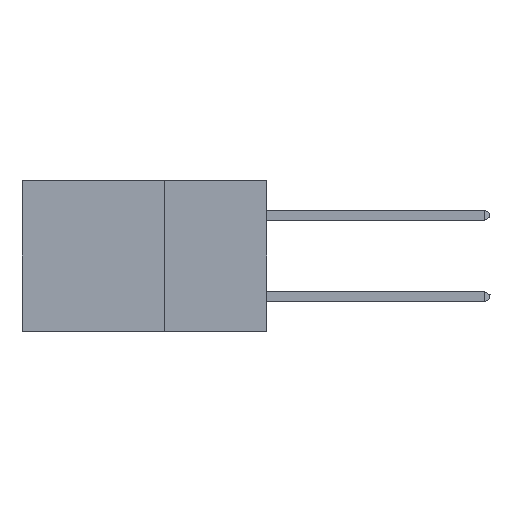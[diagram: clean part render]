
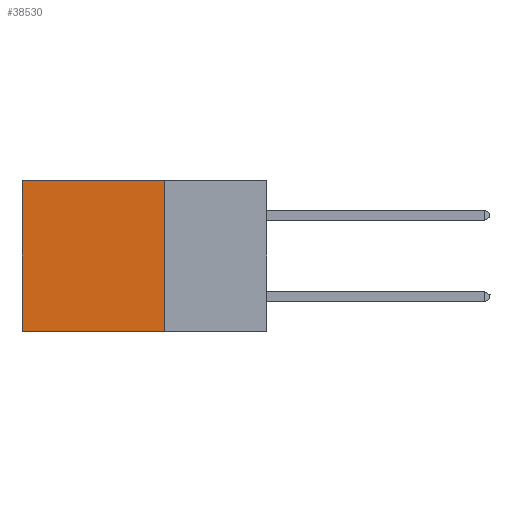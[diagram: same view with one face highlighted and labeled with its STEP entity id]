
A CAD part, left-side view. The second image highlights one B-rep face of the part: STEP entity #38530.
In plain terms, the highlighted planar face has unit normal (-1, 0, 0).
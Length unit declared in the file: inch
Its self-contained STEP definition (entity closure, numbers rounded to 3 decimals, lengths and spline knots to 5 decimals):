
#286 = EDGE_CURVE ( 'NONE', #6656, #39672, #18301, .T. ) ;
#1232 = DIRECTION ( 'NONE',  ( 0., 1., 0. ) ) ;
#1234 = VECTOR ( 'NONE', #27740, 39.37008 ) ;
#6256 = LINE ( 'NONE', #16232, #12442 ) ;
#6656 = VERTEX_POINT ( 'NONE', #31414 ) ;
#7428 = DIRECTION ( 'NONE',  ( 0., 0., -1. ) ) ;
#8209 = LINE ( 'NONE', #20852, #1234 ) ;
#12442 = VECTOR ( 'NONE', #40798, 39.37008 ) ;
#13677 = EDGE_LOOP ( 'NONE', ( #37785, #14829, #17011, #25527 ) ) ;
#14360 = CARTESIAN_POINT ( 'NONE',  ( 0.2875, 0.25, -0.37 ) ) ;
#14829 = ORIENTED_EDGE ( 'NONE', *, *, #19595, .F. ) ;
#15609 = DIRECTION ( 'NONE',  ( 0., 0., -1. ) ) ;
#15818 = DIRECTION ( 'NONE',  ( 1., 0., 0. ) ) ;
#16232 = CARTESIAN_POINT ( 'NONE',  ( 0.2875, 0.25, -0.37 ) ) ;
#17011 = ORIENTED_EDGE ( 'NONE', *, *, #39704, .F. ) ;
#17628 = CARTESIAN_POINT ( 'NONE',  ( 0.2875, 0.25, 0. ) ) ;
#18301 = LINE ( 'NONE', #31837, #43309 ) ;
#19595 = EDGE_CURVE ( 'NONE', #22575, #36597, #6256, .T. ) ;
#20852 = CARTESIAN_POINT ( 'NONE',  ( 0.2875, 0.6, 0. ) ) ;
#22575 = VERTEX_POINT ( 'NONE', #14360 ) ;
#23840 = CARTESIAN_POINT ( 'NONE',  ( 0.2875, 0.6, 0. ) ) ;
#25375 = CARTESIAN_POINT ( 'NONE',  ( 0.2875, 0.25, 0. ) ) ;
#25527 = ORIENTED_EDGE ( 'NONE', *, *, #286, .T. ) ;
#27740 = DIRECTION ( 'NONE',  ( 0., 0., -1. ) ) ;
#30447 = AXIS2_PLACEMENT_3D ( 'NONE', #25375, #15818, #15609 ) ;
#31414 = CARTESIAN_POINT ( 'NONE',  ( 0.2875, 0.25, 0. ) ) ;
#31837 = CARTESIAN_POINT ( 'NONE',  ( 0.2875, 0.25, 0. ) ) ;
#32479 = PLANE ( 'NONE',  #30447 ) ;
#33585 = EDGE_CURVE ( 'NONE', #39672, #36597, #8209, .T. ) ;
#36597 = VERTEX_POINT ( 'NONE', #36868 ) ;
#36868 = CARTESIAN_POINT ( 'NONE',  ( 0.2875, 0.6, -0.37 ) ) ;
#37598 = LINE ( 'NONE', #17628, #39756 ) ;
#37785 = ORIENTED_EDGE ( 'NONE', *, *, #33585, .T. ) ;
#38530 = ADVANCED_FACE ( 'NONE', ( #42236 ), #32479, .F. ) ;
#39672 = VERTEX_POINT ( 'NONE', #23840 ) ;
#39704 = EDGE_CURVE ( 'NONE', #6656, #22575, #37598, .T. ) ;
#39756 = VECTOR ( 'NONE', #7428, 39.37008 ) ;
#40798 = DIRECTION ( 'NONE',  ( 0., 1., 0. ) ) ;
#42236 = FACE_OUTER_BOUND ( 'NONE', #13677, .T. ) ;
#43309 = VECTOR ( 'NONE', #1232, 39.37008 ) ;
